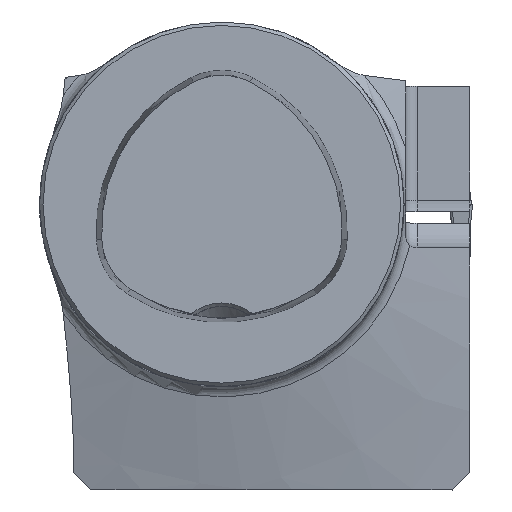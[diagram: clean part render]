
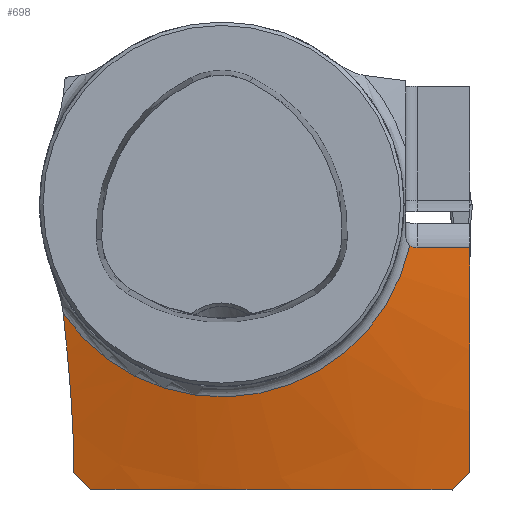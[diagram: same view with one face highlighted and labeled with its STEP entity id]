
A CAD part, top view. The second image highlights one B-rep face of the part: STEP entity #698.
In plain terms, the highlighted conical face has half-angle 75 degrees and reference radius 16 mm.
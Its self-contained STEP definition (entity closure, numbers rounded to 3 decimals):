
#698=ADVANCED_FACE('FP_RR_SU1',(#869),#857,.T.);
#857=CONICAL_SURFACE('',#2916,16.,75.);
#869=FACE_OUTER_BOUND('',#1025,.T.);
#1025=EDGE_LOOP('',(#1262,#1263,#1264,#1265,#1266,#1267,#1268,#1269,#1270));
#1191=CIRCLE('',#2915,16.889);
#1262=ORIENTED_EDGE('',*,*,#2350,.F.);
#1263=ORIENTED_EDGE('',*,*,#2351,.T.);
#1264=ORIENTED_EDGE('',*,*,#2352,.F.);
#1265=ORIENTED_EDGE('',*,*,#2353,.F.);
#1266=ORIENTED_EDGE('',*,*,#2354,.F.);
#1267=ORIENTED_EDGE('',*,*,#2355,.T.);
#1268=ORIENTED_EDGE('',*,*,#2356,.F.);
#1269=ORIENTED_EDGE('',*,*,#2357,.T.);
#1270=ORIENTED_EDGE('',*,*,#2358,.T.);
#2086=VERTEX_POINT('',#3813);
#2087=VERTEX_POINT('',#3814);
#2088=VERTEX_POINT('',#3819);
#2089=VERTEX_POINT('',#3824);
#2090=VERTEX_POINT('',#3829);
#2091=VERTEX_POINT('',#3837);
#2092=VERTEX_POINT('',#3839);
#2093=VERTEX_POINT('',#3844);
#2094=VERTEX_POINT('',#3849);
#2350=EDGE_CURVE('',#2086,#2087,#2762,.T.);
#2351=EDGE_CURVE('',#2086,#2088,#2763,.T.);
#2352=EDGE_CURVE('',#2089,#2088,#2764,.T.);
#2353=EDGE_CURVE('',#2090,#2089,#2765,.T.);
#2354=EDGE_CURVE('',#2091,#2090,#2766,.T.);
#2355=EDGE_CURVE('',#2091,#2092,#1191,.T.);
#2356=EDGE_CURVE('',#2093,#2092,#2767,.T.);
#2357=EDGE_CURVE('',#2093,#2094,#2768,.T.);
#2358=EDGE_CURVE('',#2094,#2087,#2769,.T.);
#2762=B_SPLINE_CURVE_WITH_KNOTS('',3,(#3807,#3808,#3809,#3810,#3811,#3812),
 .UNSPECIFIED.,.F.,.F.,(4,2,4),(0.,0.5,1.),.UNSPECIFIED.);
#2763=B_SPLINE_CURVE_WITH_KNOTS('',3,(#3815,#3816,#3817,#3818),
 .UNSPECIFIED.,.F.,.F.,(4,4),(0.,1.),.UNSPECIFIED.);
#2764=B_SPLINE_CURVE_WITH_KNOTS('',3,(#3820,#3821,#3822,#3823),
 .UNSPECIFIED.,.F.,.F.,(4,4),(0.,1.),.UNSPECIFIED.);
#2765=B_SPLINE_CURVE_WITH_KNOTS('',3,(#3825,#3826,#3827,#3828),
 .UNSPECIFIED.,.F.,.F.,(4,4),(0.,1.),.UNSPECIFIED.);
#2766=B_SPLINE_CURVE_WITH_KNOTS('',3,(#3830,#3831,#3832,#3833,#3834,#3835,
#3836),.UNSPECIFIED.,.F.,.F.,(4,3,4),(0.,0.499,1.),
 .UNSPECIFIED.);
#2767=B_SPLINE_CURVE_WITH_KNOTS('',3,(#3840,#3841,#3842,#3843),
 .UNSPECIFIED.,.F.,.F.,(4,4),(0.,1.),.UNSPECIFIED.);
#2768=B_SPLINE_CURVE_WITH_KNOTS('',3,(#3845,#3846,#3847,#3848),
 .UNSPECIFIED.,.F.,.F.,(4,4),(0.,1.),.UNSPECIFIED.);
#2769=B_SPLINE_CURVE_WITH_KNOTS('',3,(#3850,#3851,#3852,#3853),
 .UNSPECIFIED.,.F.,.F.,(4,4),(0.,1.),.UNSPECIFIED.);
#2915=AXIS2_PLACEMENT_3D('',#3838,#3149,#3150);
#2916=AXIS2_PLACEMENT_3D('',#3854,#3151,#3152);
#3149=DIRECTION('',(0.,0.,-1.));
#3150=DIRECTION('',(-1.,0.,0.));
#3151=DIRECTION('',(0.,0.,-1.));
#3152=DIRECTION('',(1.,0.,0.));
#3807=CARTESIAN_POINT('',(20.25,-25.,-20.533));
#3808=CARTESIAN_POINT('',(14.996,-25.,-19.647));
#3809=CARTESIAN_POINT('',(9.71,-25.,-18.962));
#3810=CARTESIAN_POINT('',(-0.873,-25.,-18.469));
#3811=CARTESIAN_POINT('',(-6.193,-25.,-18.692));
#3812=CARTESIAN_POINT('',(-11.5,-25.,-19.286));
#3813=CARTESIAN_POINT('',(20.25,-25.,-20.533));
#3814=CARTESIAN_POINT('',(-11.5,-25.,-19.286));
#3815=CARTESIAN_POINT('',(20.25,-25.,-20.533));
#3816=CARTESIAN_POINT('',(20.75,-24.5,-20.514));
#3817=CARTESIAN_POINT('',(21.25,-24.,-20.5));
#3818=CARTESIAN_POINT('',(21.75,-23.5,-20.493));
#3819=CARTESIAN_POINT('',(21.75,-23.5,-20.493));
#3820=CARTESIAN_POINT('',(21.75,-3.8,-17.829));
#3821=CARTESIAN_POINT('',(21.75,-10.448,-18.136));
#3822=CARTESIAN_POINT('',(21.75,-16.989,-19.212));
#3823=CARTESIAN_POINT('',(21.75,-23.5,-20.493));
#3824=CARTESIAN_POINT('',(21.75,-3.8,-17.829));
#3825=CARTESIAN_POINT('',(17.15,-3.8,-16.62));
#3826=CARTESIAN_POINT('',(18.684,-3.8,-17.021));
#3827=CARTESIAN_POINT('',(20.217,-3.8,-17.424));
#3828=CARTESIAN_POINT('',(21.75,-3.8,-17.829));
#3829=CARTESIAN_POINT('',(17.15,-3.8,-16.62));
#3830=CARTESIAN_POINT('',(16.508,-3.567,-16.438));
#3831=CARTESIAN_POINT('',(16.597,-3.641,-16.466));
#3832=CARTESIAN_POINT('',(16.7,-3.701,-16.496));
#3833=CARTESIAN_POINT('',(16.809,-3.74,-16.527));
#3834=CARTESIAN_POINT('',(16.917,-3.779,-16.558));
#3835=CARTESIAN_POINT('',(17.034,-3.8,-16.589));
#3836=CARTESIAN_POINT('',(17.15,-3.8,-16.62));
#3837=CARTESIAN_POINT('',(16.508,-3.567,-16.438));
#3838=CARTESIAN_POINT('',(0.,0.,-16.438));
#3839=CARTESIAN_POINT('',(-13.921,-9.564,-16.438));
#3840=CARTESIAN_POINT('',(-13.,-22.998,-18.991));
#3841=CARTESIAN_POINT('',(-13.,-18.543,-17.952));
#3842=CARTESIAN_POINT('',(-13.441,-14.075,-17.017));
#3843=CARTESIAN_POINT('',(-13.921,-9.564,-16.438));
#3844=CARTESIAN_POINT('',(-13.,-22.998,-18.991));
#3845=CARTESIAN_POINT('',(-13.,-22.998,-18.991));
#3846=CARTESIAN_POINT('',(-13.,-23.165,-19.03));
#3847=CARTESIAN_POINT('',(-13.,-23.333,-19.07));
#3848=CARTESIAN_POINT('',(-13.,-23.5,-19.109));
#3849=CARTESIAN_POINT('',(-13.,-23.5,-19.109));
#3850=CARTESIAN_POINT('',(-13.,-23.5,-19.109));
#3851=CARTESIAN_POINT('',(-12.5,-24.,-19.161));
#3852=CARTESIAN_POINT('',(-12.,-24.5,-19.221));
#3853=CARTESIAN_POINT('',(-11.5,-25.,-19.286));
#3854=CARTESIAN_POINT('',(0.,0.,-16.2));
